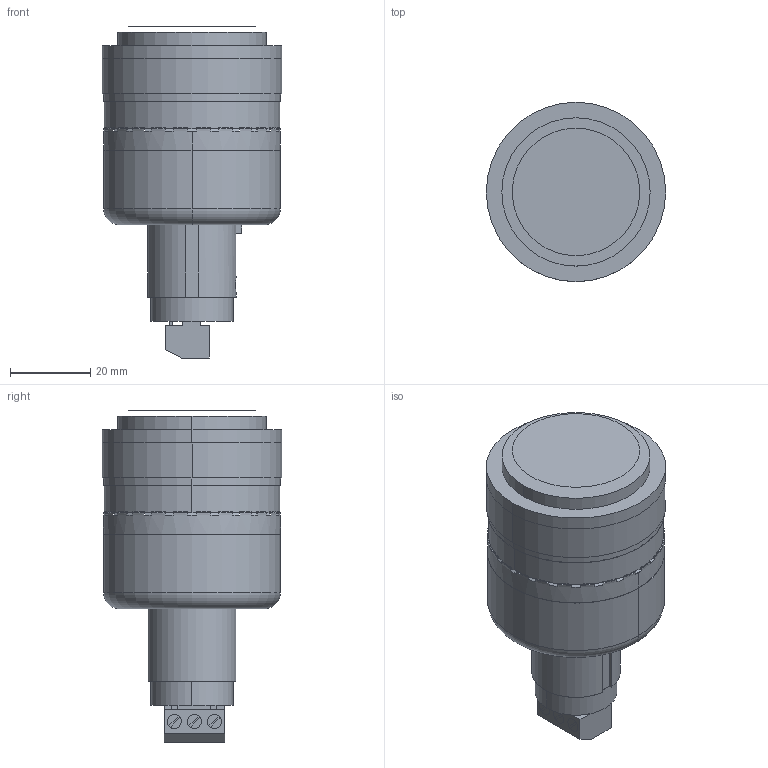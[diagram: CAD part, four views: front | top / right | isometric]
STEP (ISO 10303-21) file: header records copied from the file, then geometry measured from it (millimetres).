
FILE_DESCRIPTION((''),'2;1');
FILE_NAME('ELM-45mm-beacon-bzr SS.stp','2012-12-11T10:03:43',(''),(''),'Mechanical Desktop 2011','Mechanical Desktop 2011',', , ');
FILE_SCHEMA(('CONFIG_CONTROL_DESIGN'));
Length unit declared in the file: millimetre
Products named in the file (1): Product
Bounding box: 44.6 x 44.6 x 82.53 mm (x, y, z)
Volume: 37231.6 mm3; surface area: 27968.9 mm2
Topology: 6 solids, 40 shells, 206 faces, 1053 edges, 1056 vertices
Faces by surface type: bspline 148, torus 26, cylinder 20, plane 12
Entity records: 11918 total; most frequent: CARTESIAN_POINT 6574, QUASI_UNIFORM_CURVE 1048, PCURVE 679, COMPOSITE_CURVE_SEGMENT 679, DIRECTION 452, ORIENTED_EDGE 310, EDGE_CURVE 274, B_SPLINE_CURVE_WITH_KNOTS 270
